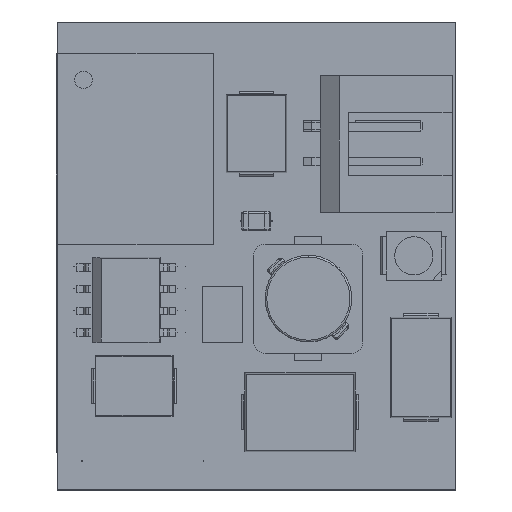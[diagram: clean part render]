
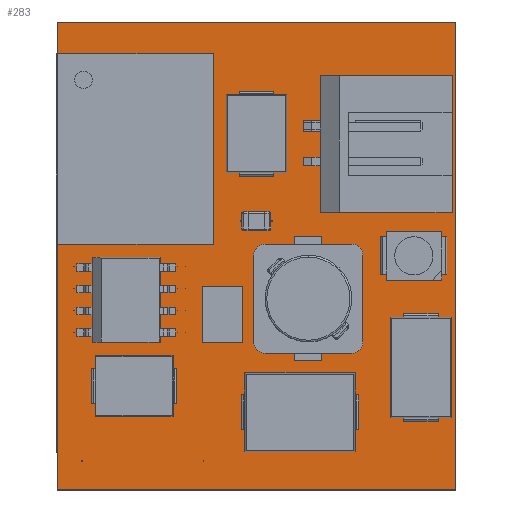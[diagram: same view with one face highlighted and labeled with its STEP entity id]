
A CAD part, top view. The second image highlights one B-rep face of the part: STEP entity #283.
In plain terms, the highlighted planar face has unit normal (0, 0, 1).
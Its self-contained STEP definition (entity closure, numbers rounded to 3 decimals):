
#182=CARTESIAN_POINT('',(-23.,-27.,1.57));
#183=VERTEX_POINT('',#182);
#190=CARTESIAN_POINT('',(-23.,0.,1.57));
#191=VERTEX_POINT('',#190);
#192=CARTESIAN_POINT('',(-23.,0.,1.57));
#193=DIRECTION('',(0.0,-1.0,0.0));
#194=VECTOR('',#193,27.);
#195=LINE('',#192,#194);
#196=EDGE_CURVE('',#191,#183,#195,.T.);
#213=CARTESIAN_POINT('',(0.,-27.,1.57));
#214=VERTEX_POINT('',#213);
#221=CARTESIAN_POINT('',(-23.,-27.,1.57));
#222=DIRECTION('',(1.0,0.0,0.0));
#223=VECTOR('',#222,23.);
#224=LINE('',#221,#223);
#225=EDGE_CURVE('',#183,#214,#224,.T.);
#237=CARTESIAN_POINT('',(0.0,0.0,1.57));
#238=VERTEX_POINT('',#237);
#245=CARTESIAN_POINT('',(0.,-27.,1.57));
#246=DIRECTION('',(0.0,1.0,0.0));
#247=VECTOR('',#246,27.);
#248=LINE('',#245,#247);
#249=EDGE_CURVE('',#214,#238,#248,.T.);
#262=CARTESIAN_POINT('',(0.0,0.0,1.57));
#263=DIRECTION('',(-1.0,0.0,0.0));
#264=VECTOR('',#263,23.);
#265=LINE('',#262,#264);
#266=EDGE_CURVE('',#238,#191,#265,.T.);
#272=CARTESIAN_POINT('',(-11.5,-13.5,1.57));
#273=DIRECTION('',(0.0,0.0,1.0));
#274=DIRECTION('',(0.0,-1.0,0.0));
#275=AXIS2_PLACEMENT_3D('',#272,#273,#274);
#276=PLANE('',#275);
#277=ORIENTED_EDGE('',*,*,#196,.T.);
#278=ORIENTED_EDGE('',*,*,#225,.T.);
#279=ORIENTED_EDGE('',*,*,#249,.T.);
#280=ORIENTED_EDGE('',*,*,#266,.T.);
#281=EDGE_LOOP('',(#277,#278,#279,#280));
#282=FACE_OUTER_BOUND('',#281,.T.);
#283=ADVANCED_FACE('',(#282),#276,.T.);
